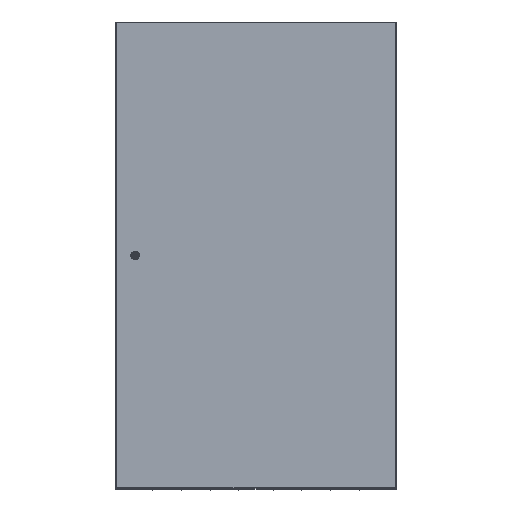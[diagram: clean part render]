
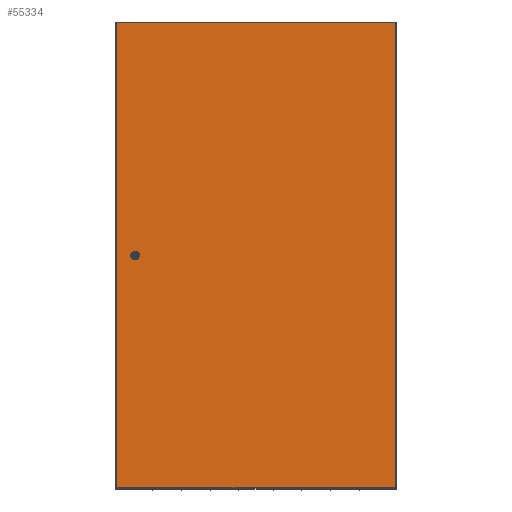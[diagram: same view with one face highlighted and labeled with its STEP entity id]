
A CAD part, top view. The second image highlights one B-rep face of the part: STEP entity #55334.
In plain terms, the highlighted planar face has unit normal (0, 0, 1).
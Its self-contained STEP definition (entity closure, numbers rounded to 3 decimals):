
#185 = EDGE_CURVE ( 'NONE', #38229, #80758, #79974, .T. ) ;
#1220 = EDGE_CURVE ( 'NONE', #83224, #17401, #23737, .T. ) ;
#1787 = CARTESIAN_POINT ( 'NONE',  ( 2.87, 1522., 17.5 ) ) ;
#2461 = DIRECTION ( 'NONE',  ( 0., 0., 1. ) ) ;
#5374 = PLANE ( 'NONE',  #75658 ) ;
#6262 = FACE_BOUND ( 'NONE', #87663, .T. ) ;
#6287 = DIRECTION ( 'NONE',  ( -1., 0., 0. ) ) ;
#7226 = EDGE_CURVE ( 'NONE', #33671, #67148, #39445, .T. ) ;
#7940 = EDGE_CURVE ( 'NONE', #33672, #38229, #61791, .T. ) ;
#8319 = EDGE_LOOP ( 'NONE', ( #55293, #24872, #76478, #78353 ) ) ;
#9572 = CIRCLE ( 'NONE', #41606, 11.25 ) ;
#10214 = VECTOR ( 'NONE', #6287, 1000. ) ;
#10718 = CARTESIAN_POINT ( 'NONE',  ( 62.87, 762.5, 17.5 ) ) ;
#11289 = VERTEX_POINT ( 'NONE', #34365 ) ;
#13477 = ORIENTED_EDGE ( 'NONE', *, *, #81456, .F. ) ;
#13630 = CARTESIAN_POINT ( 'NONE',  ( 2.87, 3., 17.5 ) ) ;
#14826 = ORIENTED_EDGE ( 'NONE', *, *, #79059, .F. ) ;
#15729 = CARTESIAN_POINT ( 'NONE',  ( 57.814, 752.45, 17.5 ) ) ;
#16740 = CARTESIAN_POINT ( 'NONE',  ( 62.87, 762.5, 17.5 ) ) ;
#17401 = VERTEX_POINT ( 'NONE', #80816 ) ;
#17708 = CARTESIAN_POINT ( 'NONE',  ( 2.87, 1522., 17.5 ) ) ;
#19394 = CARTESIAN_POINT ( 'NONE',  ( 912.37, 1522., 17.5 ) ) ;
#19558 = VECTOR ( 'NONE', #37419, 1000. ) ;
#21205 = CARTESIAN_POINT ( 'NONE',  ( 57.814, 772.55, 17.5 ) ) ;
#22858 = AXIS2_PLACEMENT_3D ( 'NONE', #65960, #32259, #24059 ) ;
#23290 = CARTESIAN_POINT ( 'NONE',  ( 67.926, 752.45, 17.5 ) ) ;
#23328 = LINE ( 'NONE', #78485, #70309 ) ;
#23691 = CIRCLE ( 'NONE', #74591, 11.25 ) ;
#23737 = LINE ( 'NONE', #23290, #19558 ) ;
#23916 = CARTESIAN_POINT ( 'NONE',  ( 72.92, 767.556, 17.5 ) ) ;
#24059 = DIRECTION ( 'NONE',  ( 1., 0., 0. ) ) ;
#24820 = ORIENTED_EDGE ( 'NONE', *, *, #1220, .F. ) ;
#24872 = ORIENTED_EDGE ( 'NONE', *, *, #7940, .T. ) ;
#28796 = LINE ( 'NONE', #1787, #54445 ) ;
#29043 = VERTEX_POINT ( 'NONE', #56439 ) ;
#30010 = EDGE_CURVE ( 'NONE', #80758, #72836, #61519, .T. ) ;
#30143 = ORIENTED_EDGE ( 'NONE', *, *, #88671, .F. ) ;
#32259 = DIRECTION ( 'NONE',  ( 0., 0., 1. ) ) ;
#32286 = VECTOR ( 'NONE', #54001, 1000. ) ;
#32931 = DIRECTION ( 'NONE',  ( -1., 0., 0. ) ) ;
#33374 = LINE ( 'NONE', #83030, #83217 ) ;
#33671 = VERTEX_POINT ( 'NONE', #55115 ) ;
#33672 = VERTEX_POINT ( 'NONE', #13630 ) ;
#34365 = CARTESIAN_POINT ( 'NONE',  ( 52.82, 767.556, 17.5 ) ) ;
#35309 = VECTOR ( 'NONE', #90106, 1000. ) ;
#35328 = EDGE_CURVE ( 'NONE', #53919, #11289, #9572, .T. ) ;
#35974 = CIRCLE ( 'NONE', #22858, 11.25 ) ;
#37419 = DIRECTION ( 'NONE',  ( 1., 0., 0. ) ) ;
#38229 = VERTEX_POINT ( 'NONE', #88240 ) ;
#38337 = CARTESIAN_POINT ( 'NONE',  ( 62.87, 762.5, 17.5 ) ) ;
#38681 = EDGE_CURVE ( 'NONE', #82724, #53919, #33374, .T. ) ;
#38763 = AXIS2_PLACEMENT_3D ( 'NONE', #38337, #66134, #87180 ) ;
#39445 = LINE ( 'NONE', #88718, #32286 ) ;
#41606 = AXIS2_PLACEMENT_3D ( 'NONE', #10718, #2461, #59492 ) ;
#45174 = CARTESIAN_POINT ( 'NONE',  ( 67.926, 772.55, 17.5 ) ) ;
#48511 = CARTESIAN_POINT ( 'NONE',  ( 2.87, 3., 17.5 ) ) ;
#49769 = EDGE_CURVE ( 'NONE', #72836, #33672, #28796, .T. ) ;
#50560 = ORIENTED_EDGE ( 'NONE', *, *, #64988, .F. ) ;
#52579 = CARTESIAN_POINT ( 'NONE',  ( 912.37, 1522., 17.5 ) ) ;
#53919 = VERTEX_POINT ( 'NONE', #21205 ) ;
#54001 = DIRECTION ( 'NONE',  ( 0., 1., 0. ) ) ;
#54445 = VECTOR ( 'NONE', #84425, 1000. ) ;
#55115 = CARTESIAN_POINT ( 'NONE',  ( 72.92, 757.444, 17.5 ) ) ;
#55293 = ORIENTED_EDGE ( 'NONE', *, *, #49769, .T. ) ;
#55334 = ADVANCED_FACE ( 'NONE', ( #6262, #69228 ), #5374, .T. ) ;
#56439 = CARTESIAN_POINT ( 'NONE',  ( 52.82, 757.444, 17.5 ) ) ;
#59492 = DIRECTION ( 'NONE',  ( 1., 0., 0. ) ) ;
#61519 = LINE ( 'NONE', #68803, #10214 ) ;
#61791 = LINE ( 'NONE', #48511, #35309 ) ;
#62477 = ORIENTED_EDGE ( 'NONE', *, *, #35328, .F. ) ;
#62835 = DIRECTION ( 'NONE',  ( 1., 0., 0. ) ) ;
#64988 = EDGE_CURVE ( 'NONE', #11289, #29043, #23328, .T. ) ;
#65904 = VECTOR ( 'NONE', #67176, 1000. ) ;
#65960 = CARTESIAN_POINT ( 'NONE',  ( 62.87, 762.5, 17.5 ) ) ;
#66134 = DIRECTION ( 'NONE',  ( 0., 0., 1. ) ) ;
#67148 = VERTEX_POINT ( 'NONE', #23916 ) ;
#67176 = DIRECTION ( 'NONE',  ( 0., 1., 0. ) ) ;
#67888 = CARTESIAN_POINT ( 'NONE',  ( 0., 0., 17.5 ) ) ;
#68803 = CARTESIAN_POINT ( 'NONE',  ( 2.87, 1522., 17.5 ) ) ;
#69228 = FACE_OUTER_BOUND ( 'NONE', #8319, .T. ) ;
#70309 = VECTOR ( 'NONE', #79840, 1000. ) ;
#71450 = DIRECTION ( 'NONE',  ( 0., 0., 1. ) ) ;
#72752 = ORIENTED_EDGE ( 'NONE', *, *, #7226, .F. ) ;
#72836 = VERTEX_POINT ( 'NONE', #17708 ) ;
#74591 = AXIS2_PLACEMENT_3D ( 'NONE', #16740, #71450, #78302 ) ;
#75658 = AXIS2_PLACEMENT_3D ( 'NONE', #67888, #82924, #62835 ) ;
#76478 = ORIENTED_EDGE ( 'NONE', *, *, #185, .T. ) ;
#78302 = DIRECTION ( 'NONE',  ( 1., 0., 0. ) ) ;
#78353 = ORIENTED_EDGE ( 'NONE', *, *, #30010, .T. ) ;
#78485 = CARTESIAN_POINT ( 'NONE',  ( 52.82, 757.444, 17.5 ) ) ;
#79059 = EDGE_CURVE ( 'NONE', #17401, #33671, #35974, .T. ) ;
#79840 = DIRECTION ( 'NONE',  ( 0., -1., 0. ) ) ;
#79974 = LINE ( 'NONE', #52579, #65904 ) ;
#80758 = VERTEX_POINT ( 'NONE', #19394 ) ;
#80816 = CARTESIAN_POINT ( 'NONE',  ( 67.926, 752.45, 17.5 ) ) ;
#81456 = EDGE_CURVE ( 'NONE', #29043, #83224, #89699, .T. ) ;
#82724 = VERTEX_POINT ( 'NONE', #45174 ) ;
#82924 = DIRECTION ( 'NONE',  ( 0., 0., 1. ) ) ;
#83030 = CARTESIAN_POINT ( 'NONE',  ( 67.926, 772.55, 17.5 ) ) ;
#83217 = VECTOR ( 'NONE', #32931, 1000. ) ;
#83224 = VERTEX_POINT ( 'NONE', #15729 ) ;
#84425 = DIRECTION ( 'NONE',  ( 0., -1., 0. ) ) ;
#87180 = DIRECTION ( 'NONE',  ( 1., 0., 0. ) ) ;
#87663 = EDGE_LOOP ( 'NONE', ( #30143, #72752, #14826, #24820, #13477, #50560, #62477, #90050 ) ) ;
#88240 = CARTESIAN_POINT ( 'NONE',  ( 912.37, 3., 17.5 ) ) ;
#88671 = EDGE_CURVE ( 'NONE', #67148, #82724, #23691, .T. ) ;
#88718 = CARTESIAN_POINT ( 'NONE',  ( 72.92, 757.444, 17.5 ) ) ;
#89699 = CIRCLE ( 'NONE', #38763, 11.25 ) ;
#90050 = ORIENTED_EDGE ( 'NONE', *, *, #38681, .F. ) ;
#90106 = DIRECTION ( 'NONE',  ( 1., 0., 0. ) ) ;
